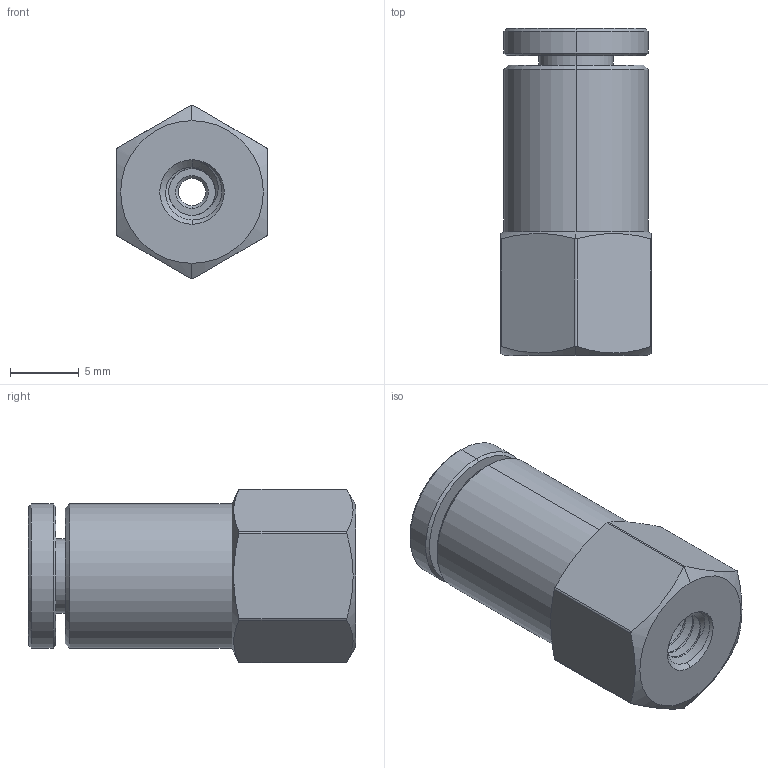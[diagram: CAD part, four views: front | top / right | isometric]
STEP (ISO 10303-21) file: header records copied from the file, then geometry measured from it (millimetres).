
FILE_DESCRIPTION (( 'STEP AP203' ), '1' );
FILE_NAME ('FCS1-8-10-32W.step', '2016-12-15T23:04:49', ( '' ), ( '' ), 'SwSTEP 2.0', 'SolidWorks 2016', '' );
FILE_SCHEMA (( 'CONFIG_CONTROL_DESIGN' ));
Length unit declared in the file: millimetre
Products named in the file (1): FCS1-8-10-32W
Bounding box: 11 x 23.83 x 12.66 mm (x, y, z)
Volume: 1776.8 mm3; surface area: 2348.5 mm2
Topology: 5 solids, 5 shells, 304 faces, 839 edges, 548 vertices
Faces by surface type: plane 103, cone 89, cylinder 68, bspline 44
Entity records: 12325 total; most frequent: CARTESIAN_POINT 5180, ORIENTED_EDGE 1678, DIRECTION 1227, EDGE_CURVE 839, VERTEX_POINT 548, AXIS2_PLACEMENT_3D 506, B_SPLINE_CURVE_WITH_KNOTS 379, EDGE_LOOP 317
